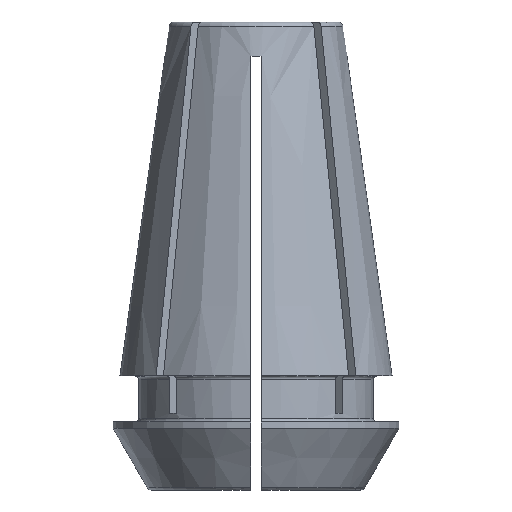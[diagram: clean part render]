
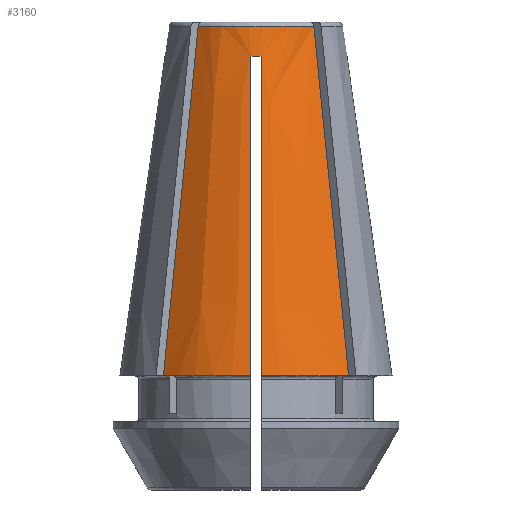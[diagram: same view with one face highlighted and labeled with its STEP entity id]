
A CAD part, left-side view. The second image highlights one B-rep face of the part: STEP entity #3160.
In plain terms, the highlighted conical face has half-angle 8 degrees and reference radius 5.077 mm.
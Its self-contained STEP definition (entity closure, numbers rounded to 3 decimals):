
#56=CONICAL_SURFACE('',#3361,5.077,0.14);
#129=B_SPLINE_CURVE_WITH_KNOTS('',3,(#4745,#4746,#4747,#4748,#4749,#4750,
#4751,#4752,#4753,#4754),.UNSPECIFIED.,.F.,.F.,(4,3,3,4),(0.008,
0.01,0.019,0.027),
 .UNSPECIFIED.);
#138=B_SPLINE_CURVE_WITH_KNOTS('',3,(#4847,#4848,#4849,#4850,#4851,#4852,
#4853,#4854,#4855,#4856),.UNSPECIFIED.,.F.,.F.,(4,3,3,4),(0.008,
0.01,0.019,0.027),
 .UNSPECIFIED.);
#162=B_SPLINE_CURVE_WITH_KNOTS('',3,(#5109,#5110,#5111,#5112,#5113,#5114,
#5115),.UNSPECIFIED.,.F.,.F.,(4,3,4),(0.,0.009,
0.021),.UNSPECIFIED.);
#163=B_SPLINE_CURVE_WITH_KNOTS('',3,(#5121,#5122,#5123,#5124,#5125,#5126,
#5127),.UNSPECIFIED.,.F.,.F.,(4,3,4),(0.,0.014,
0.021),.UNSPECIFIED.);
#248=CIRCLE('',#3362,5.113);
#249=CIRCLE('',#3363,8.);
#250=CIRCLE('',#3364,5.358);
#251=CIRCLE('',#3365,8.);
#568=ORIENTED_EDGE('',*,*,#1599,.F.);
#569=ORIENTED_EDGE('',*,*,#1600,.T.);
#570=ORIENTED_EDGE('',*,*,#1601,.T.);
#571=ORIENTED_EDGE('',*,*,#1521,.F.);
#572=ORIENTED_EDGE('',*,*,#1602,.F.);
#573=ORIENTED_EDGE('',*,*,#1488,.T.);
#574=ORIENTED_EDGE('',*,*,#1603,.T.);
#575=ORIENTED_EDGE('',*,*,#1604,.T.);
#1488=EDGE_CURVE('',#2005,#2004,#129,.T.);
#1521=EDGE_CURVE('',#2037,#2038,#138,.T.);
#1599=EDGE_CURVE('',#2114,#2115,#248,.T.);
#1600=EDGE_CURVE('',#2114,#2116,#162,.T.);
#1601=EDGE_CURVE('',#2116,#2038,#249,.T.);
#1602=EDGE_CURVE('',#2005,#2037,#250,.T.);
#1603=EDGE_CURVE('',#2004,#2117,#251,.T.);
#1604=EDGE_CURVE('',#2117,#2115,#163,.T.);
#2004=VERTEX_POINT('',#4744);
#2005=VERTEX_POINT('',#4755);
#2037=VERTEX_POINT('',#4846);
#2038=VERTEX_POINT('',#4857);
#2114=VERTEX_POINT('',#5107);
#2115=VERTEX_POINT('',#5108);
#2116=VERTEX_POINT('',#5116);
#2117=VERTEX_POINT('',#5120);
#2744=EDGE_LOOP('',(#568,#569,#570,#571,#572,#573,#574,#575));
#2916=FACE_BOUND('',#2744,.T.);
#3160=ADVANCED_FACE('',(#2916),#56,.T.);
#3361=AXIS2_PLACEMENT_3D('',#5105,#3836,#3837);
#3362=AXIS2_PLACEMENT_3D('',#5106,#3838,#3839);
#3363=AXIS2_PLACEMENT_3D('',#5117,#3840,#3841);
#3364=AXIS2_PLACEMENT_3D('',#5118,#3842,#3843);
#3365=AXIS2_PLACEMENT_3D('',#5119,#3844,#3845);
#3836=DIRECTION('',(0.,0.,-1.));
#3837=DIRECTION('',(-1.,0.,0.));
#3838=DIRECTION('',(0.,0.,1.));
#3839=DIRECTION('',(1.,0.,0.));
#3840=DIRECTION('',(0.,0.,1.));
#3841=DIRECTION('',(1.,0.,0.));
#3842=DIRECTION('',(0.,0.,-1.));
#3843=DIRECTION('',(-1.,0.,0.));
#3844=DIRECTION('',(0.,0.,1.));
#3845=DIRECTION('',(1.,0.,0.));
#4744=CARTESIAN_POINT('',(-7.994,-0.3,6.9));
#4745=CARTESIAN_POINT('',(-5.349,-0.3,25.7));
#4746=CARTESIAN_POINT('',(-5.408,-0.3,25.286));
#4747=CARTESIAN_POINT('',(-5.466,-0.3,24.872));
#4748=CARTESIAN_POINT('',(-5.524,-0.3,24.458));
#4749=CARTESIAN_POINT('',(-5.975,-0.3,21.252));
#4750=CARTESIAN_POINT('',(-6.427,-0.3,18.046));
#4751=CARTESIAN_POINT('',(-6.878,-0.3,14.84));
#4752=CARTESIAN_POINT('',(-7.25,-0.3,12.193));
#4753=CARTESIAN_POINT('',(-7.622,-0.3,9.547));
#4754=CARTESIAN_POINT('',(-7.994,-0.3,6.9));
#4755=CARTESIAN_POINT('',(-5.349,-0.3,25.7));
#4846=CARTESIAN_POINT('',(-5.349,0.3,25.7));
#4847=CARTESIAN_POINT('',(-5.349,0.3,25.7));
#4848=CARTESIAN_POINT('',(-5.408,0.3,25.286));
#4849=CARTESIAN_POINT('',(-5.466,0.3,24.872));
#4850=CARTESIAN_POINT('',(-5.524,0.3,24.458));
#4851=CARTESIAN_POINT('',(-5.975,0.3,21.252));
#4852=CARTESIAN_POINT('',(-6.427,0.3,18.046));
#4853=CARTESIAN_POINT('',(-6.878,0.3,14.84));
#4854=CARTESIAN_POINT('',(-7.25,0.3,12.193));
#4855=CARTESIAN_POINT('',(-7.622,0.3,9.547));
#4856=CARTESIAN_POINT('',(-7.994,0.3,6.9));
#4857=CARTESIAN_POINT('',(-7.994,0.3,6.9));
#5105=CARTESIAN_POINT('',(0.,0.,27.7));
#5106=CARTESIAN_POINT('',(0.,0.,27.442));
#5107=CARTESIAN_POINT('',(-3.821,3.397,27.442));
#5108=CARTESIAN_POINT('',(-3.821,-3.397,27.442));
#5109=CARTESIAN_POINT('',(-3.821,3.397,27.442));
#5110=CARTESIAN_POINT('',(-4.116,3.692,24.479));
#5111=CARTESIAN_POINT('',(-4.411,3.987,21.516));
#5112=CARTESIAN_POINT('',(-4.706,4.282,18.553));
#5113=CARTESIAN_POINT('',(-5.092,4.668,14.669));
#5114=CARTESIAN_POINT('',(-5.479,5.054,10.784));
#5115=CARTESIAN_POINT('',(-5.865,5.441,6.9));
#5116=CARTESIAN_POINT('',(-5.865,5.441,6.9));
#5117=CARTESIAN_POINT('',(0.,0.,6.9));
#5118=CARTESIAN_POINT('',(0.,0.,25.7));
#5119=CARTESIAN_POINT('',(0.,0.,6.9));
#5120=CARTESIAN_POINT('',(-5.865,-5.441,6.9));
#5121=CARTESIAN_POINT('',(-5.865,-5.441,6.9));
#5122=CARTESIAN_POINT('',(-5.404,-4.98,11.536));
#5123=CARTESIAN_POINT('',(-4.943,-4.519,16.172));
#5124=CARTESIAN_POINT('',(-4.482,-4.057,20.808));
#5125=CARTESIAN_POINT('',(-4.262,-3.837,23.019));
#5126=CARTESIAN_POINT('',(-4.041,-3.617,25.231));
#5127=CARTESIAN_POINT('',(-3.821,-3.397,27.442));
